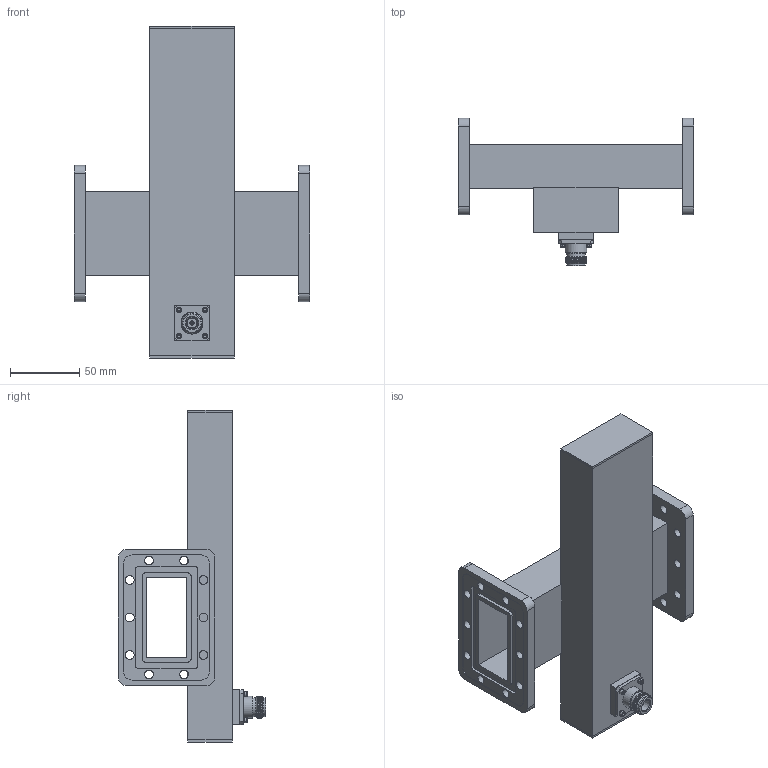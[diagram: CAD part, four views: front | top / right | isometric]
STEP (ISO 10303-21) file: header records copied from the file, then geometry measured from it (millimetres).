
FILE_DESCRIPTION (( 'STEP AP203' ), '1' );
FILE_NAME ('FMWCP1081-40_3D.step', '2022-07-15T15:48:47', ( '' ), ( '' ), 'SwSTEP 2.0', 'SolidWorks 2021', '' );
FILE_SCHEMA (( 'CONFIG_CONTROL_DESIGN' ));
Length unit declared in the file: millimetre
Products named in the file (1): FMWCP1081-40_3D
Bounding box: 170 x 106.67 x 240 mm (x, y, z)
Volume: 596339.6 mm3; surface area: 131178.2 mm2
Topology: 1 solids, 1 shells, 257 faces, 617 edges, 391 vertices
Faces by surface type: plane 135, cylinder 75, cone 43, bspline 4
Full cylindrical faces by diameter (mm): 1.524 x1, 3.048 x1, 3.658 x4, 3.856 x4, 6.35 x20, 6.985 x1, 13.716 x2, 15.875 x1
Entity records: 9125 total; most frequent: CARTESIAN_POINT 3266, DIRECTION 1178, ORIENTED_EDGE 1120, EDGE_CURVE 560, AXIS2_PLACEMENT_3D 440, VERTEX_POINT 382, EDGE_LOOP 376, LINE 298
